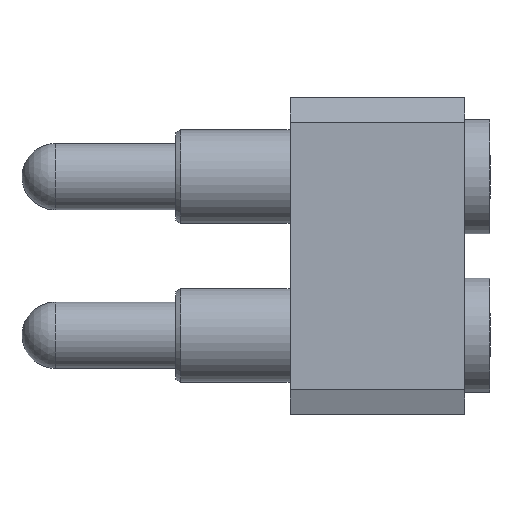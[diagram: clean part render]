
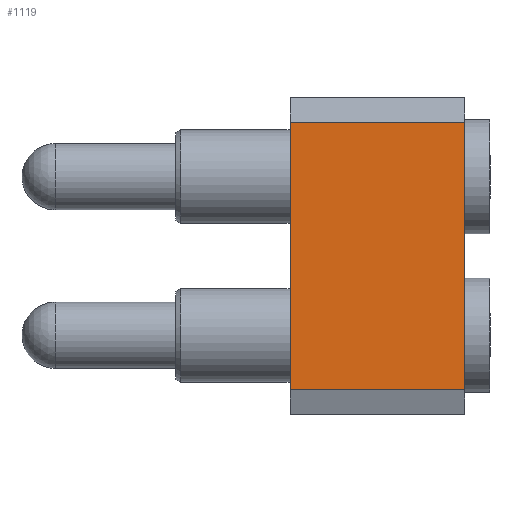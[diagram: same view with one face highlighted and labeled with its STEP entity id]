
A CAD part, left-side view. The second image highlights one B-rep face of the part: STEP entity #1119.
In plain terms, the highlighted planar face has unit normal (-1, 0, 0).
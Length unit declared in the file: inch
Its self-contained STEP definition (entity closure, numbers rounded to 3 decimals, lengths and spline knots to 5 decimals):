
#98=PLANE('',#1220);
#149=FACE_OUTER_BOUND('',#207,.T.);
#207=EDGE_LOOP('',(#879,#880,#881,#882));
#322=LINE('',#1762,#444);
#324=LINE('',#1766,#446);
#325=LINE('',#1768,#447);
#326=LINE('',#1769,#448);
#444=VECTOR('',#1422,39.37008);
#446=VECTOR('',#1426,39.37008);
#447=VECTOR('',#1427,39.37008);
#448=VECTOR('',#1428,39.37008);
#593=VERTEX_POINT('',#1759);
#594=VERTEX_POINT('',#1761);
#595=VERTEX_POINT('',#1765);
#596=VERTEX_POINT('',#1767);
#710=EDGE_CURVE('',#594,#593,#322,.T.);
#712=EDGE_CURVE('',#595,#593,#324,.T.);
#713=EDGE_CURVE('',#596,#595,#325,.T.);
#714=EDGE_CURVE('',#596,#594,#326,.T.);
#879=ORIENTED_EDGE('',*,*,#712,.F.);
#880=ORIENTED_EDGE('',*,*,#713,.F.);
#881=ORIENTED_EDGE('',*,*,#714,.T.);
#882=ORIENTED_EDGE('',*,*,#710,.T.);
#1119=ADVANCED_FACE('',(#149),#98,.T.);
#1220=AXIS2_PLACEMENT_3D('',#1764,#1424,#1425);
#1422=DIRECTION('',(0.,1.,0.));
#1424=DIRECTION('center_axis',(-1.,0.,0.));
#1425=DIRECTION('ref_axis',(0.,0.,1.));
#1426=DIRECTION('',(0.,0.,1.));
#1427=DIRECTION('',(0.,1.,0.));
#1428=DIRECTION('',(0.,0.,1.));
#1759=CARTESIAN_POINT('',(-0.01203,0.,-0.01575));
#1761=CARTESIAN_POINT('',(-0.01203,-0.11,-0.01575));
#1762=CARTESIAN_POINT('',(-0.01203,-0.11,-0.01575));
#1764=CARTESIAN_POINT('Origin',(-0.01203,-0.11,-0.18425));
#1765=CARTESIAN_POINT('',(-0.01203,0.,-0.18425));
#1766=CARTESIAN_POINT('',(-0.01203,0.,-0.18425));
#1767=CARTESIAN_POINT('',(-0.01203,-0.11,-0.18425));
#1768=CARTESIAN_POINT('',(-0.01203,-0.11,-0.18425));
#1769=CARTESIAN_POINT('',(-0.01203,-0.11,-0.18425));
